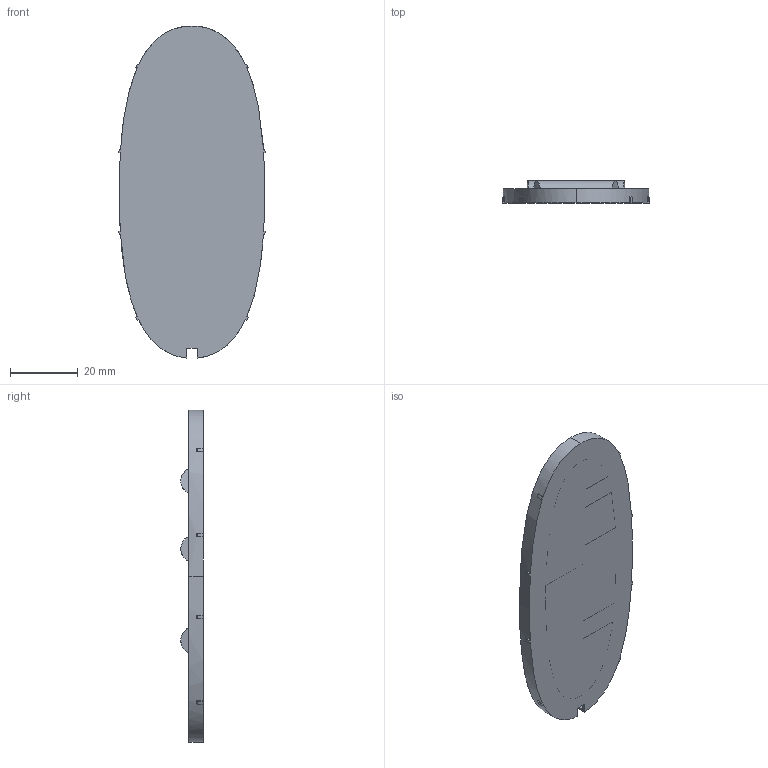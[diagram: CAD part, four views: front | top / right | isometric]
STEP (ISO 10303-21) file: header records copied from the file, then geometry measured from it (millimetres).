
FILE_DESCRIPTION(/* description */ (''),/* implementation_level */ '2;1');
FILE_NAME(/* name */ 'Antenna-enclosure.step',/* time_stamp */ '2017-10-27T11:27:11+02:00',/* author */ (''),/* organization */ (''),/* preprocessor_version */ 'ST-DEVELOPER v16.13',/* originating_system */ 'Autodesk Translation Framework v6.5.0.72',/* authorisation */ '');
FILE_SCHEMA (('AUTOMOTIVE_DESIGN { 1 0 10303 214 3 1 1 }'));
Length unit declared in the file: millimetre
Products named in the file (1): Antenna-enclosure
Bounding box: 43.13 x 6.6 x 97.93 mm (x, y, z)
Volume: 6648.5 mm3; surface area: 10966 mm2
Topology: 1 solids, 1 shells, 82 faces, 234 edges, 156 vertices
Faces by surface type: plane 51, bspline 28, cylinder 3
Entity records: 4267 total; most frequent: CARTESIAN_POINT 2374, ORIENTED_EDGE 468, DIRECTION 240, EDGE_CURVE 234, VERTEX_POINT 156, LINE 130, VECTOR 130, B_SPLINE_CURVE_WITH_KNOTS 104
